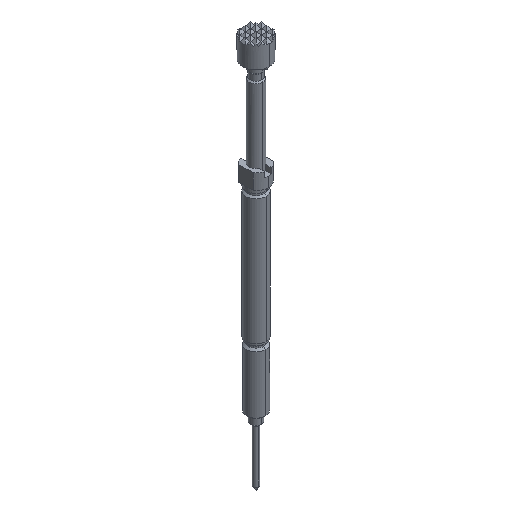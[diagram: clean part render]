
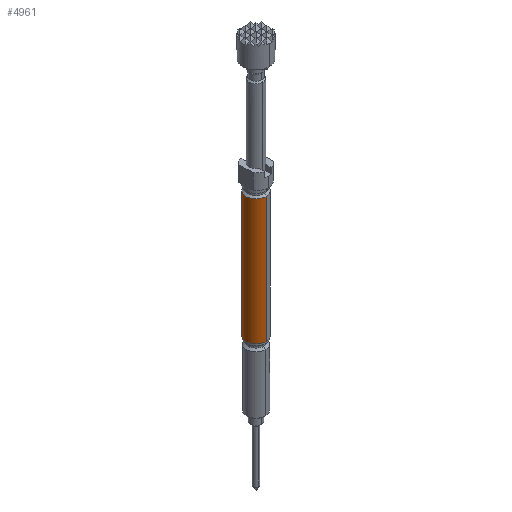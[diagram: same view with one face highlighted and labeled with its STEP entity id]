
A CAD part, isometric view. The second image highlights one B-rep face of the part: STEP entity #4961.
In plain terms, the highlighted cylindrical face has radius 1.325 mm (diameter 2.65 mm), a partial arc.
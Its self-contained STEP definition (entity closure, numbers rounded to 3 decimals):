
#130 = LINE ( 'NONE', #4492, #133 ) ;
#132 = LINE ( 'NONE', #4495, #136 ) ;
#133 = VECTOR ( 'NONE', #4494, 1000. ) ;
#136 = VECTOR ( 'NONE', #4493, 1000. ) ;
#881 = AXIS2_PLACEMENT_3D ( 'NONE', #8059, #8057, #8055 ) ;
#1077 = AXIS2_PLACEMENT_3D ( 'NONE', #6099, #6100, #6101 ) ;
#1079 = AXIS2_PLACEMENT_3D ( 'NONE', #6102, #6103, #6104 ) ;
#2280 = EDGE_CURVE ( 'NONE', #3104, #3101, #130, .T. ) ;
#2282 = EDGE_CURVE ( 'NONE', #3028, #3155, #132, .T. ) ;
#2781 = CARTESIAN_POINT ( 'NONE',  ( 0., 1.325, -3.1 ) ) ;
#2784 = CARTESIAN_POINT ( 'NONE',  ( 0., 1.325, -19.425 ) ) ;
#2835 = CARTESIAN_POINT ( 'NONE',  ( 0., -1.325, -3.1 ) ) ;
#3028 = VERTEX_POINT ( 'NONE', #4437 ) ;
#3101 = VERTEX_POINT ( 'NONE', #2781 ) ;
#3104 = VERTEX_POINT ( 'NONE', #2784 ) ;
#3155 = VERTEX_POINT ( 'NONE', #2835 ) ;
#4437 = CARTESIAN_POINT ( 'NONE',  ( 0., -1.325, -19.425 ) ) ;
#4492 = CARTESIAN_POINT ( 'NONE',  ( 0., 1.325, 14.8 ) ) ;
#4493 = DIRECTION ( 'NONE',  ( 0., 0., 1. ) ) ;
#4494 = DIRECTION ( 'NONE',  ( 0., 0., 1. ) ) ;
#4495 = CARTESIAN_POINT ( 'NONE',  ( 0., -1.325, 14.8 ) ) ;
#4961 = ADVANCED_FACE ( 'NONE', ( #8373 ), #8372, .T. ) ;
#6099 = CARTESIAN_POINT ( 'NONE',  ( 0., 0., -3.1 ) ) ;
#6100 = DIRECTION ( 'NONE',  ( 0., 0., 1. ) ) ;
#6101 = DIRECTION ( 'NONE',  ( 0., -1., 0. ) ) ;
#6102 = CARTESIAN_POINT ( 'NONE',  ( 0., 0., -19.425 ) ) ;
#6103 = DIRECTION ( 'NONE',  ( 0., 0., 1. ) ) ;
#6104 = DIRECTION ( 'NONE',  ( 0., -1., 0. ) ) ;
#8055 = DIRECTION ( 'NONE',  ( 0., -1., 0. ) ) ;
#8057 = DIRECTION ( 'NONE',  ( 0., 0., 1. ) ) ;
#8059 = CARTESIAN_POINT ( 'NONE',  ( 0., 0., 14.8 ) ) ;
#8372 = CYLINDRICAL_SURFACE ( 'NONE', #881, 1.325 ) ;
#8373 = FACE_OUTER_BOUND ( 'NONE', #9058, .T. ) ;
#8675 = EDGE_CURVE ( 'NONE', #3101, #3155, #9461, .T. ) ;
#8676 = EDGE_CURVE ( 'NONE', #3104, #3028, #9462, .T. ) ;
#9058 = EDGE_LOOP ( 'NONE', ( #10105, #10106, #10107, #10108 ) ) ;
#9461 = CIRCLE ( 'NONE', #1077, 1.325 ) ;
#9462 = CIRCLE ( 'NONE', #1079, 1.325 ) ;
#10105 = ORIENTED_EDGE ( 'NONE', *, *, #2280, .F. ) ;
#10106 = ORIENTED_EDGE ( 'NONE', *, *, #8676, .T. ) ;
#10107 = ORIENTED_EDGE ( 'NONE', *, *, #2282, .T. ) ;
#10108 = ORIENTED_EDGE ( 'NONE', *, *, #8675, .F. ) ;
